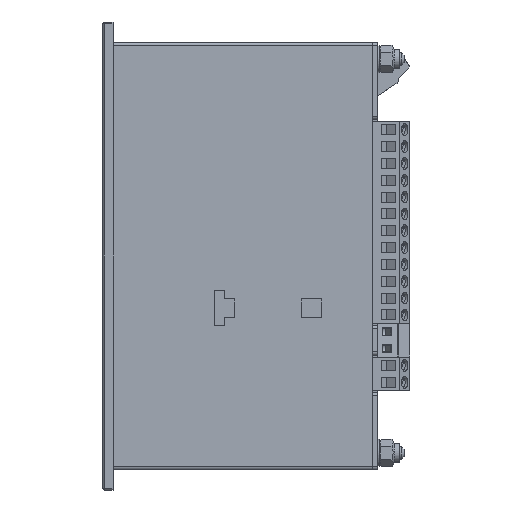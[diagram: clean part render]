
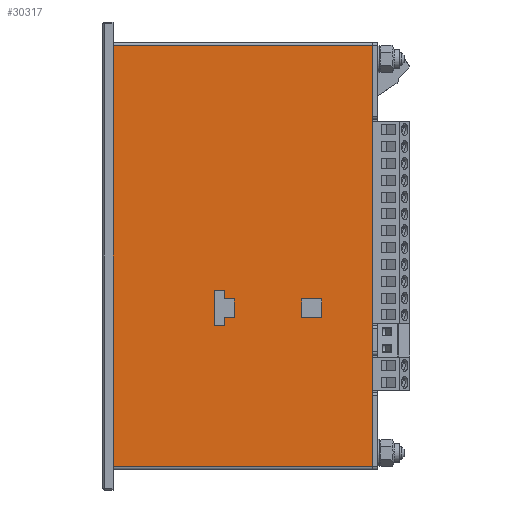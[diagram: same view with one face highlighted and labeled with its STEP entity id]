
A CAD part, left-side view. The second image highlights one B-rep face of the part: STEP entity #30317.
In plain terms, the highlighted planar face has unit normal (-1, 0, 0).
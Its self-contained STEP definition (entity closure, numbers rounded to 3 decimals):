
#30095=CARTESIAN_POINT('',(-109.,0.,-62.5));
#30096=VERTEX_POINT('',#30095);
#30104=CARTESIAN_POINT('',(-109.,0.,62.5));
#30105=VERTEX_POINT('',#30104);
#30106=CARTESIAN_POINT('',(-109.,0.,62.5));
#30107=DIRECTION('',(0.,0.,-1.));
#30108=VECTOR('',#30107,125.);
#30109=LINE('',#30106,#30108);
#30110=EDGE_CURVE('',#30105,#30096,#30109,.T.);
#30187=CARTESIAN_POINT('',(-109.,-77.,63.5));
#30188=DIRECTION('',(1.,0.,0.));
#30189=DIRECTION('',(0.,0.,-1.));
#30190=AXIS2_PLACEMENT_3D('',#30187,#30188,#30189);
#30191=PLANE('',#30190);
#30192=CARTESIAN_POINT('',(-109.,-56.,-12.75));
#30193=VERTEX_POINT('',#30192);
#30194=CARTESIAN_POINT('',(-109.,-56.,-18.25));
#30195=VERTEX_POINT('',#30194);
#30196=CARTESIAN_POINT('',(-109.,-56.,-12.75));
#30197=DIRECTION('',(0.,-0.,-1.));
#30198=VECTOR('',#30197,5.5);
#30199=LINE('',#30196,#30198);
#30200=EDGE_CURVE('',#30193,#30195,#30199,.T.);
#30201=ORIENTED_EDGE('',*,*,#30200,.F.);
#30202=CARTESIAN_POINT('',(-109.,-62.,-12.75));
#30203=VERTEX_POINT('',#30202);
#30204=CARTESIAN_POINT('',(-109.,-62.,-12.75));
#30205=DIRECTION('',(0.,1.,-0.));
#30206=VECTOR('',#30205,6.);
#30207=LINE('',#30204,#30206);
#30208=EDGE_CURVE('',#30203,#30193,#30207,.T.);
#30209=ORIENTED_EDGE('',*,*,#30208,.F.);
#30210=CARTESIAN_POINT('',(-109.,-62.,-18.25));
#30211=VERTEX_POINT('',#30210);
#30212=CARTESIAN_POINT('',(-109.,-62.,-18.25));
#30213=DIRECTION('',(0.,0.,1.));
#30214=VECTOR('',#30213,5.5);
#30215=LINE('',#30212,#30214);
#30216=EDGE_CURVE('',#30211,#30203,#30215,.T.);
#30217=ORIENTED_EDGE('',*,*,#30216,.F.);
#30218=CARTESIAN_POINT('',(-109.,-56.,-18.25));
#30219=DIRECTION('',(0.,-1.,0.));
#30220=VECTOR('',#30219,6.);
#30221=LINE('',#30218,#30220);
#30222=EDGE_CURVE('',#30195,#30211,#30221,.T.);
#30223=ORIENTED_EDGE('',*,*,#30222,.F.);
#30224=EDGE_LOOP('',(#30201,#30209,#30217,#30223));
#30225=FACE_BOUND('',#30224,.T.);
#30226=CARTESIAN_POINT('',(-109.,-30.,-10.25));
#30227=VERTEX_POINT('',#30226);
#30228=CARTESIAN_POINT('',(-109.,-30.,-20.75));
#30229=VERTEX_POINT('',#30228);
#30230=CARTESIAN_POINT('',(-109.,-30.,-10.25));
#30231=DIRECTION('',(0.,-0.,-1.));
#30232=VECTOR('',#30231,10.5);
#30233=LINE('',#30230,#30232);
#30234=EDGE_CURVE('',#30227,#30229,#30233,.T.);
#30235=ORIENTED_EDGE('',*,*,#30234,.F.);
#30236=CARTESIAN_POINT('',(-109.,-33.,-10.25));
#30237=VERTEX_POINT('',#30236);
#30238=CARTESIAN_POINT('',(-109.,-33.,-10.25));
#30239=DIRECTION('',(0.,1.,-0.));
#30240=VECTOR('',#30239,3.);
#30241=LINE('',#30238,#30240);
#30242=EDGE_CURVE('',#30237,#30227,#30241,.T.);
#30243=ORIENTED_EDGE('',*,*,#30242,.F.);
#30244=CARTESIAN_POINT('',(-109.,-33.,-12.75));
#30245=VERTEX_POINT('',#30244);
#30246=CARTESIAN_POINT('',(-109.,-33.,-12.75));
#30247=DIRECTION('',(0.,0.,1.));
#30248=VECTOR('',#30247,2.5);
#30249=LINE('',#30246,#30248);
#30250=EDGE_CURVE('',#30245,#30237,#30249,.T.);
#30251=ORIENTED_EDGE('',*,*,#30250,.F.);
#30252=CARTESIAN_POINT('',(-109.,-36.,-12.75));
#30253=VERTEX_POINT('',#30252);
#30254=CARTESIAN_POINT('',(-109.,-36.,-12.75));
#30255=DIRECTION('',(0.,1.,-0.));
#30256=VECTOR('',#30255,3.);
#30257=LINE('',#30254,#30256);
#30258=EDGE_CURVE('',#30253,#30245,#30257,.T.);
#30259=ORIENTED_EDGE('',*,*,#30258,.F.);
#30260=CARTESIAN_POINT('',(-109.,-36.,-18.25));
#30261=VERTEX_POINT('',#30260);
#30262=CARTESIAN_POINT('',(-109.,-36.,-18.25));
#30263=DIRECTION('',(0.,0.,1.));
#30264=VECTOR('',#30263,5.5);
#30265=LINE('',#30262,#30264);
#30266=EDGE_CURVE('',#30261,#30253,#30265,.T.);
#30267=ORIENTED_EDGE('',*,*,#30266,.F.);
#30268=CARTESIAN_POINT('',(-109.,-33.,-18.25));
#30269=VERTEX_POINT('',#30268);
#30270=CARTESIAN_POINT('',(-109.,-33.,-18.25));
#30271=DIRECTION('',(0.,-1.,0.));
#30272=VECTOR('',#30271,3.);
#30273=LINE('',#30270,#30272);
#30274=EDGE_CURVE('',#30269,#30261,#30273,.T.);
#30275=ORIENTED_EDGE('',*,*,#30274,.F.);
#30276=CARTESIAN_POINT('',(-109.,-33.,-20.75));
#30277=VERTEX_POINT('',#30276);
#30278=CARTESIAN_POINT('',(-109.,-33.,-20.75));
#30279=DIRECTION('',(0.,0.,1.));
#30280=VECTOR('',#30279,2.5);
#30281=LINE('',#30278,#30280);
#30282=EDGE_CURVE('',#30277,#30269,#30281,.T.);
#30283=ORIENTED_EDGE('',*,*,#30282,.F.);
#30284=CARTESIAN_POINT('',(-109.,-30.,-20.75));
#30285=DIRECTION('',(0.,-1.,0.));
#30286=VECTOR('',#30285,3.);
#30287=LINE('',#30284,#30286);
#30288=EDGE_CURVE('',#30229,#30277,#30287,.T.);
#30289=ORIENTED_EDGE('',*,*,#30288,.F.);
#30290=EDGE_LOOP('',(#30235,#30243,#30251,#30259,#30267,#30275,#30283,#30289));
#30291=FACE_BOUND('',#30290,.T.);
#30292=ORIENTED_EDGE('',*,*,#30110,.T.);
#30293=CARTESIAN_POINT('',(-109.,-77.,-62.5));
#30294=VERTEX_POINT('',#30293);
#30295=CARTESIAN_POINT('',(-109.,0.,-62.5));
#30296=DIRECTION('',(-0.,-1.,-0.));
#30297=VECTOR('',#30296,77.);
#30298=LINE('',#30295,#30297);
#30299=EDGE_CURVE('',#30096,#30294,#30298,.T.);
#30300=ORIENTED_EDGE('',*,*,#30299,.T.);
#30301=CARTESIAN_POINT('',(-109.,-77.,62.5));
#30302=VERTEX_POINT('',#30301);
#30303=CARTESIAN_POINT('',(-109.,-77.,62.5));
#30304=DIRECTION('',(0.,0.,-1.));
#30305=VECTOR('',#30304,125.);
#30306=LINE('',#30303,#30305);
#30307=EDGE_CURVE('',#30302,#30294,#30306,.T.);
#30308=ORIENTED_EDGE('',*,*,#30307,.F.);
#30309=CARTESIAN_POINT('',(-109.,-77.,62.5));
#30310=DIRECTION('',(0.,1.,0.));
#30311=VECTOR('',#30310,77.);
#30312=LINE('',#30309,#30311);
#30313=EDGE_CURVE('',#30302,#30105,#30312,.T.);
#30314=ORIENTED_EDGE('',*,*,#30313,.T.);
#30315=EDGE_LOOP('',(#30292,#30300,#30308,#30314));
#30316=FACE_BOUND('',#30315,.T.);
#30317=ADVANCED_FACE('',(#30225,#30291,#30316),#30191,.F.);
